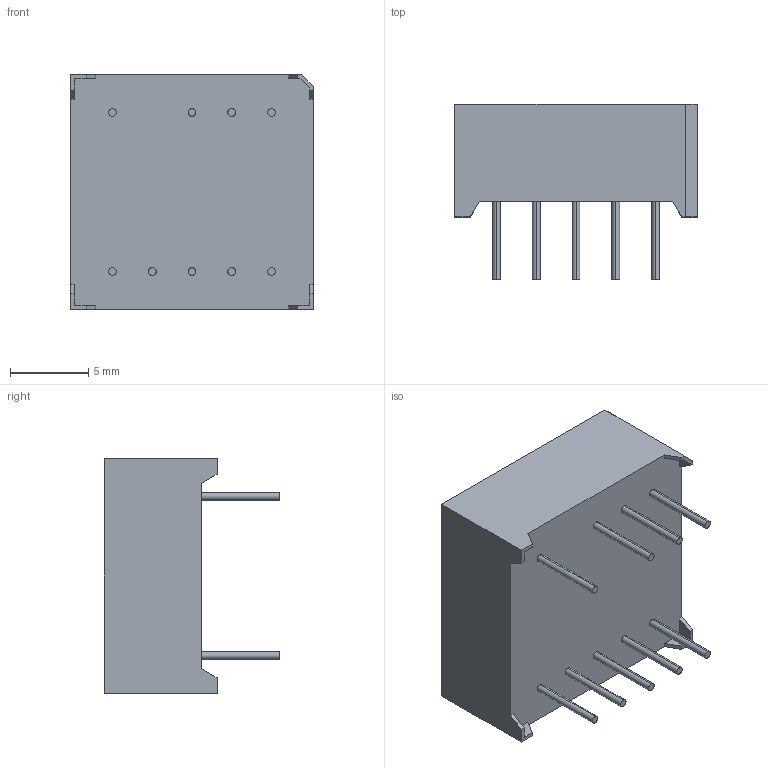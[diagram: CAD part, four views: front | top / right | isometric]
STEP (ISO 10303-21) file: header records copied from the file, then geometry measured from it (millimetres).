
FILE_DESCRIPTION (( 'STEP AP214' ), '1' );
FILE_NAME ('DX03-11.STEP', '2008-09-06T01:37:08', ( '' ), ( '' ), 'SwSTEP 2.0', 'SolidWorks 2008', '' );
FILE_SCHEMA (( 'AUTOMOTIVE_DESIGN' ));
Length unit declared in the file: millimetre
Products named in the file (1): DX03-11
Bounding box: 15.5 x 11.2 x 15 mm (x, y, z)
Volume: 1449.6 mm3; surface area: 935.2 mm2
Topology: 1 solids, 1 shells, 159 faces, 396 edges, 264 vertices
Faces by surface type: plane 137, cylinder 22
Entity records: 5940 total; most frequent: CARTESIAN_POINT 820, ORIENTED_EDGE 792, DIRECTION 760, EDGE_CURVE 396, VECTOR 352, LINE 352, VERTEX_POINT 264, AXIS2_PLACEMENT_3D 204
